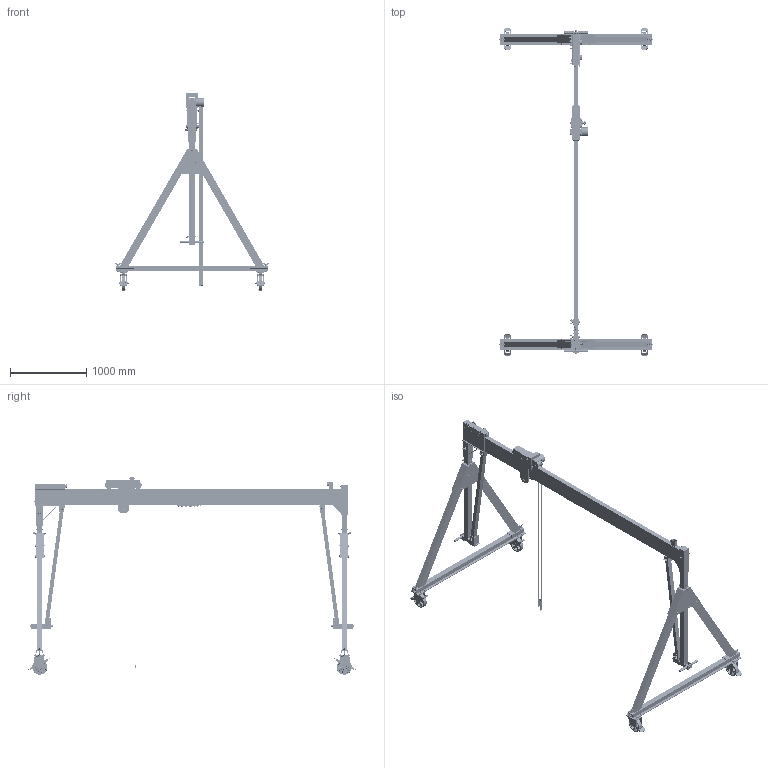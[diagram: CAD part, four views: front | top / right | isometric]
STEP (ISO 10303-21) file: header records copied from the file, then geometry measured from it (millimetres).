
FILE_DESCRIPTION(/* description */ (''),/* implementation_level */ '2;1');
FILE_NAME(/* name */ '1481540-10_Portalkran.stp',/* time_stamp */ '2020-09-14T10:15:17+02:00',/* author */ ('stephan'),/* organization */ (''),/* preprocessor_version */ 'ST-DEVELOPER v17.2',/* originating_system */ 'Autodesk Inventor 2019',/* authorisation */ '');
FILE_SCHEMA (('AUTOMOTIVE_DESIGN { 1 0 10303 214 3 1 1 }'));
Products named in the file (1): 1481540-001_Portalkran_Shrinkwrap_1
Bounding box: 2011 x 4295.86 x 2582.17 mm (x, y, z)
Volume: 81632484.2 mm3; surface area: 21202294.6 mm2
Topology: 334 solids, 334 shells, 7355 faces, 18225 edges, 11923 vertices
Faces by surface type: plane 3980, cylinder 1162, bspline 1035, cone 746, torus 334, sphere 98
Full cylindrical faces by diameter (mm): 2.1 x2, 4.2 x2, 6 x15, 8 x10, 8.9 x9, 9.4 x2, 9.999 x4, 10 x43, 11.6 x24, 12 x18, 13 x6, 13.5 x2, 13.6 x1, 13.95 x24, 14 x5, 14.917 x4, 15 x1, 15.24 x2, 15.6 x25, 15.9 x3, 16 x38, 17 x8, 17.4 x9, 18 x18, 18.999 x4, 19 x4, 19.9 x2, 20 x65, 21 x8, 21.5 x2
Entity records: 314020 total; most frequent: CARTESIAN_POINT 140019, ORIENTED_EDGE 36446, DIRECTION 32010, EDGE_CURVE 18223, VERTEX_POINT 11923, AXIS2_PLACEMENT_3D 11922, LINE 8166, VECTOR 8166
